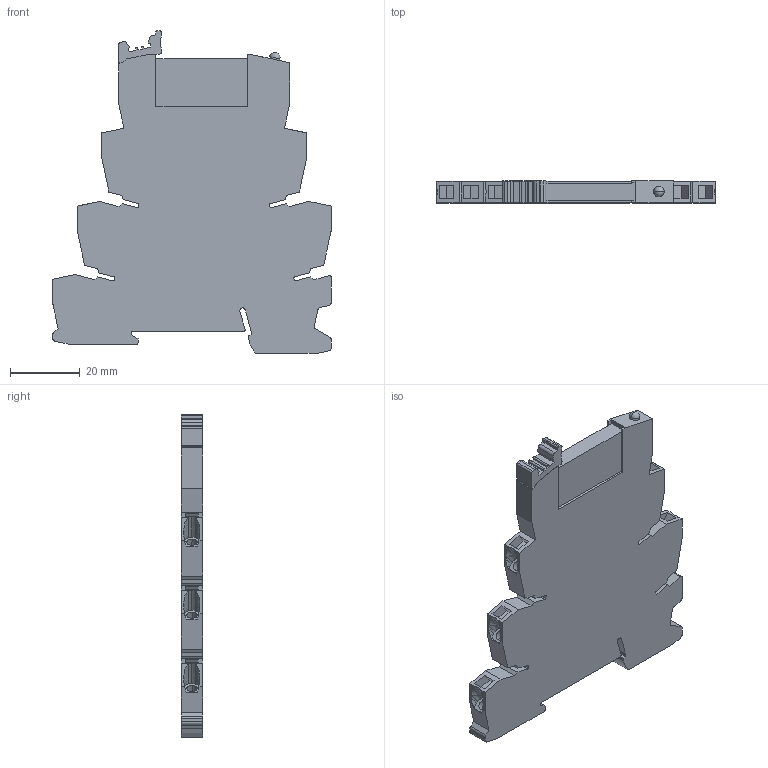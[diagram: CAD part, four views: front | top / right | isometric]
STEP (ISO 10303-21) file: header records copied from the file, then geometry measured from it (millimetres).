
FILE_DESCRIPTION((''),'2;1');
FILE_NAME('C-2-1416100-0','2018-08-09T',('workeradm'),('TE Connectivity Ltd.'),'CREO PARAMETRIC BY PTC INC, 2016050','CREO PARAMETRIC BY PTC INC, 2016050','');
FILE_SCHEMA(('AUTOMOTIVE_DESIGN { 1 0 10303 214 1 1 1 1 }'));
Length unit declared in the file: millimetre
Products named in the file (1): C-2-1416100-0
Bounding box: 80 x 6.2 x 92.55 mm (x, y, z)
Volume: 30487.6 mm3; surface area: 13709.7 mm2
Topology: 1 solids, 1 shells, 248 faces, 696 edges, 457 vertices
Faces by surface type: plane 165, cylinder 41, extrusion 40, sphere 2
Entity records: 10375 total; most frequent: CARTESIAN_POINT 1713, ORIENTED_EDGE 1388, DIRECTION 1220, PRESENTATION_STYLE_ASSIGNMENT 695, STYLED_ITEM 695, CURVE_STYLE 694, EDGE_CURVE 694, VECTOR 552
